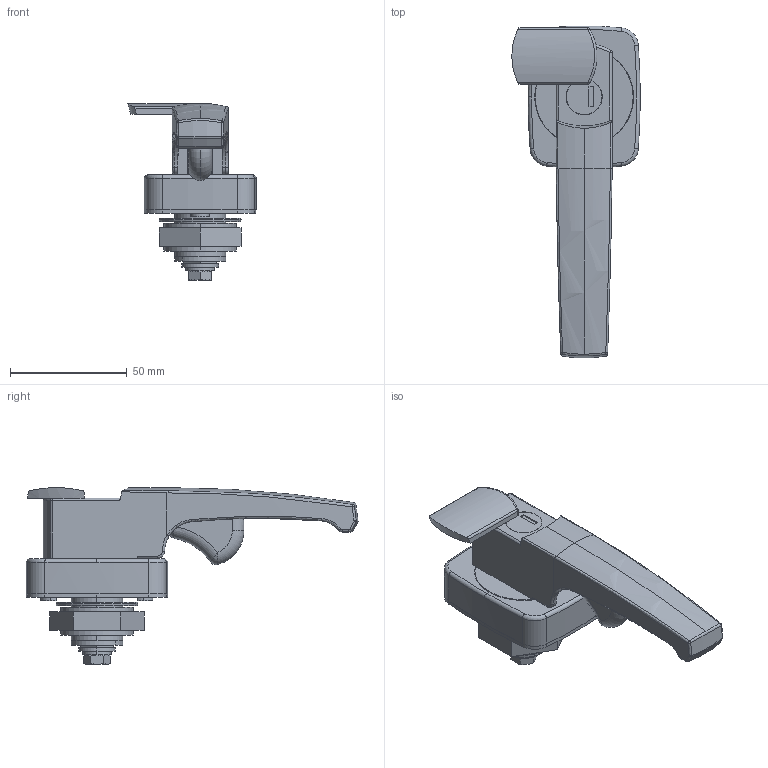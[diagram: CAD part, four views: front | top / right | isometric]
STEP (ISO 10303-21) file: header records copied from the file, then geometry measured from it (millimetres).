
FILE_DESCRIPTION (( 'STEP AP203' ), '1' );
FILE_NAME ('A-130-2-1-TAK60.STEP', '2020-01-31T07:48:40', ( '' ), ( '' ), 'SwSTEP 2.0', 'SolidWorks 2018', '' );
FILE_SCHEMA (( 'CONFIG_CONTROL_DESIGN' ));
Length unit declared in the file: millimetre
Products named in the file (13): A-130-2-1-TAK60_パッキン_; A-130-2-1-TAK60_ハンドル_; A-130-2-1-TAK60_ベース_; A-130-2-1-TAK60_スペーサー_; A-130-2-1-TAK60_ナット_; A-130-2-1-TAK60_六角ボルト_内径基準ver1.03__M6x12十字穴付六角ボルト(SUS)SWシングルセムス(P2); A-130-2-1-TAK60_歯付座金_; A-130-2-1-TAK60; A-130-2-1-TAK60_トリガー_; A-130-2-1-TAK60_ダミーローター__#TAK60-4-0_; A-130-2-1-TAK60_平座金_; A-130-2-1-TAK60_十字穴付小ねじ_内径基準ver1.02__M3x5十字穴付なべ小ねじ(SUS)平シングルセムス(P1); A-130-2-1-TAK60_フタ_
Assembly tree (12 placements, depth 2):
  A-130-2-1-TAK60
    A-130-2-1-TAK60_ベース_
    A-130-2-1-TAK60_ハンドル_
    A-130-2-1-TAK60_フタ_
    A-130-2-1-TAK60_トリガー_
    A-130-2-1-TAK60_ナット_
    A-130-2-1-TAK60_パッキン_
    A-130-2-1-TAK60_歯付座金_
    A-130-2-1-TAK60_ダミーローター__#TAK60-4-0_
    A-130-2-1-TAK60_十字穴付小ねじ_内径基準ver1.02__M3x5十字穴付なべ小ねじ(SUS)平シングルセムス(P1)
    A-130-2-1-TAK60_六角ボルト_内径基準ver1.03__M6x12十字穴付六角ボルト(SUS)SWシングルセムス(P2)
    A-130-2-1-TAK60_平座金_
    A-130-2-1-TAK60_スペーサー_
Bounding box: 55 x 142.28 x 75.7 mm (x, y, z)
Volume: 93580.8 mm3; surface area: 53707.9 mm2
Topology: 12 solids, 12 shells, 674 faces, 1685 edges, 1052 vertices
Faces by surface type: plane 255, cylinder 203, bspline 79, cone 76, torus 45, sphere 16
Entity records: 24744 total; most frequent: CARTESIAN_POINT 7837, ORIENTED_EDGE 3342, DIRECTION 3164, EDGE_CURVE 1671, AXIS2_PLACEMENT_3D 1239, VERTEX_POINT 1052, EDGE_LOOP 719, VECTOR 686
